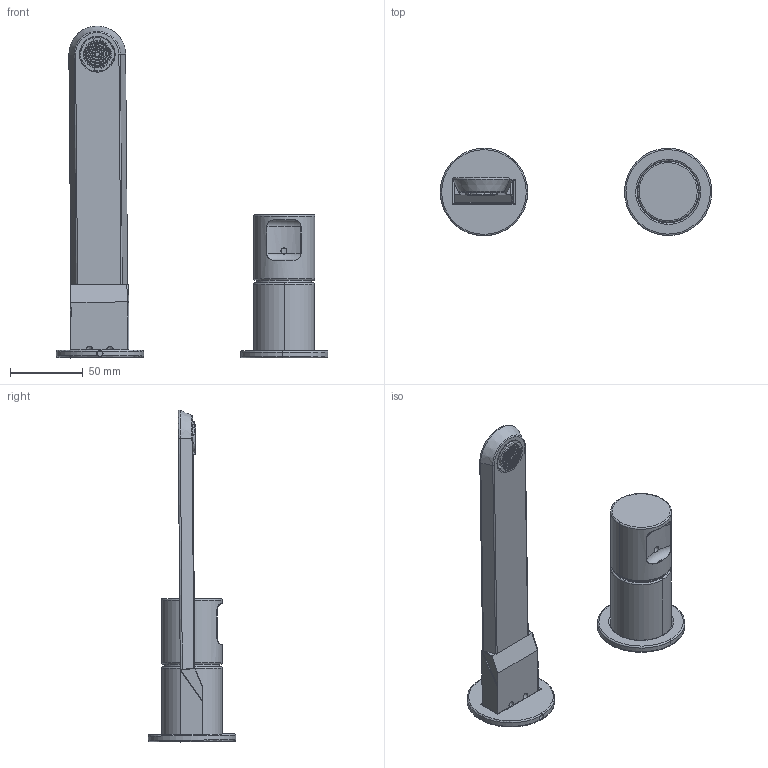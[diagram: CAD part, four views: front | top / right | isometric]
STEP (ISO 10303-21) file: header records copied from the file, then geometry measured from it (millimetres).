
FILE_DESCRIPTION (( 'STEP AP214' ), '1' );
FILE_NAME ('24035.STEP', '2023-09-14T07:00:53', ( '' ), ( '' ), 'SwSTEP 2.0', 'SolidWorks 2018', '' );
FILE_SCHEMA (( 'AUTOMOTIVE_DESIGN' ));
Length unit declared in the file: millimetre
Products named in the file (1): 24035
Bounding box: 186.22 x 59.99 x 227.62 mm (x, y, z)
Surface area: 61392.5 mm2 (no closed solid volume)
Topology: 0 solids, 8 shells, 312 faces, 872 edges, 568 vertices
Faces by surface type: cylinder 220, plane 47, torus 26, cone 11, bspline 8
Entity records: 15548 total; most frequent: CARTESIAN_POINT 3804, DIRECTION 1906, ORIENTED_EDGE 1537, EDGE_CURVE 868, AXIS2_PLACEMENT_3D 794, VERTEX_POINT 568, CIRCLE 489, EDGE_LOOP 409
